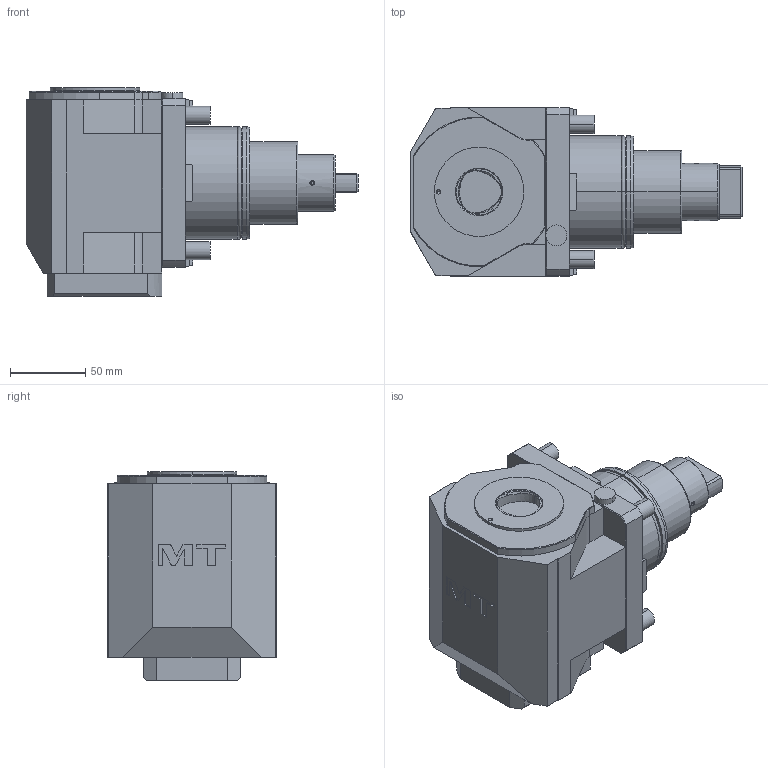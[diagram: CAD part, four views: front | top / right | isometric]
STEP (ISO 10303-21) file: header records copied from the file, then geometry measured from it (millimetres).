
FILE_DESCRIPTION((''),'2;1');
FILE_NAME('EMG0240240_CONF','2023-04-20T09:31:13',('gvalli'),('M.T. srl'),'CREO PARAMETRIC BY PTC INC, 2021072','CREO PARAMETRIC BY PTC INC, 2021072','');
FILE_SCHEMA(('CONFIG_CONTROL_DESIGN'));
Length unit declared in the file: millimetre
Products named in the file (1): EMG0240240_CONF
Bounding box: 221 x 112 x 139 mm (x, y, z)
Volume: 1652322.3 mm3; surface area: 111779.5 mm2
Topology: 1 solids, 1 shells, 246 faces, 594 edges, 373 vertices
Faces by surface type: plane 147, cylinder 64, cone 23, bspline 6, torus 4, extrusion 2
Entity records: 7953 total; most frequent: CARTESIAN_POINT 2211, ORIENTED_EDGE 1184, DIRECTION 1151, EDGE_CURVE 592, VECTOR 385, AXIS2_PLACEMENT_3D 383, LINE 383, VERTEX_POINT 373
